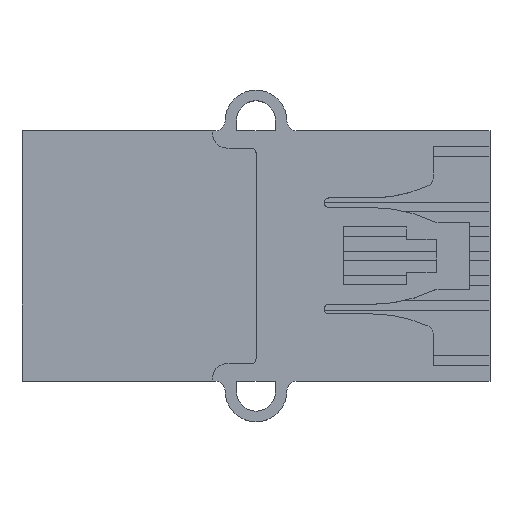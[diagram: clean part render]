
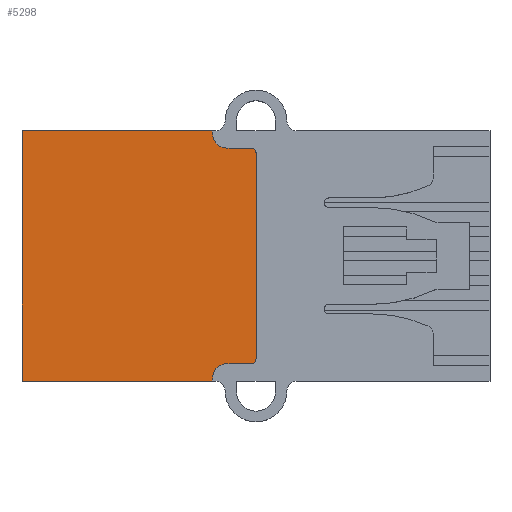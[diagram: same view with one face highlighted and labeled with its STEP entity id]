
A CAD part, top view. The second image highlights one B-rep face of the part: STEP entity #5298.
In plain terms, the highlighted planar face has unit normal (0, 0, 1).
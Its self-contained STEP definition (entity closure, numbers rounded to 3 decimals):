
#106=CIRCLE('',#5642,1.5);
#107=CIRCLE('',#5645,0.5);
#108=CIRCLE('',#5648,0.5);
#109=CIRCLE('',#5651,1.5);
#706=ORIENTED_EDGE('',*,*,#2011,.T.);
#707=ORIENTED_EDGE('',*,*,#2005,.T.);
#708=ORIENTED_EDGE('',*,*,#2137,.T.);
#709=ORIENTED_EDGE('',*,*,#2139,.F.);
#710=ORIENTED_EDGE('',*,*,#2141,.T.);
#711=ORIENTED_EDGE('',*,*,#2143,.T.);
#712=ORIENTED_EDGE('',*,*,#2145,.T.);
#713=ORIENTED_EDGE('',*,*,#2147,.T.);
#714=ORIENTED_EDGE('',*,*,#2149,.T.);
#715=ORIENTED_EDGE('',*,*,#2151,.F.);
#716=ORIENTED_EDGE('',*,*,#2152,.T.);
#717=ORIENTED_EDGE('',*,*,#2059,.T.);
#2005=EDGE_CURVE('',#2773,#2772,#3271,.T.);
#2011=EDGE_CURVE('',#2778,#2773,#3277,.T.);
#2059=EDGE_CURVE('',#2825,#2778,#3325,.T.);
#2137=EDGE_CURVE('',#2772,#2880,#3379,.T.);
#2139=EDGE_CURVE('',#2881,#2880,#106,.T.);
#2141=EDGE_CURVE('',#2881,#2882,#3382,.T.);
#2143=EDGE_CURVE('',#2882,#2883,#107,.T.);
#2145=EDGE_CURVE('',#2883,#2884,#3385,.T.);
#2147=EDGE_CURVE('',#2884,#2885,#108,.T.);
#2149=EDGE_CURVE('',#2885,#2886,#3388,.T.);
#2151=EDGE_CURVE('',#2887,#2886,#109,.T.);
#2152=EDGE_CURVE('',#2887,#2825,#3390,.T.);
#2772=VERTEX_POINT('',#7964);
#2773=VERTEX_POINT('',#7966);
#2778=VERTEX_POINT('',#7978);
#2825=VERTEX_POINT('',#8074);
#2880=VERTEX_POINT('',#8227);
#2881=VERTEX_POINT('',#8231);
#2882=VERTEX_POINT('',#8235);
#2883=VERTEX_POINT('',#8239);
#2884=VERTEX_POINT('',#8243);
#2885=VERTEX_POINT('',#8247);
#2886=VERTEX_POINT('',#8251);
#2887=VERTEX_POINT('',#8255);
#3271=LINE('',#7965,#3979);
#3277=LINE('',#7977,#3985);
#3325=LINE('',#8073,#4033);
#3379=LINE('',#8228,#4087);
#3382=LINE('',#8236,#4090);
#3385=LINE('',#8244,#4093);
#3388=LINE('',#8252,#4096);
#3390=LINE('',#8258,#4098);
#3979=VECTOR('',#6288,1000.);
#3985=VECTOR('',#6296,1000.);
#4033=VECTOR('',#6346,1000.);
#4087=VECTOR('',#6490,1000.);
#4090=VECTOR('',#6499,1000.);
#4093=VECTOR('',#6508,1000.);
#4096=VECTOR('',#6517,1000.);
#4098=VECTOR('',#6525,1000.);
#4467=EDGE_LOOP('',(#706,#707,#708,#709,#710,#711,#712,#713,#714,#715,#716,
#717));
#4773=FACE_BOUND('',#4467,.T.);
#5038=PLANE('',#5653);
#5298=ADVANCED_FACE('',(#4773),#5038,.T.);
#5642=AXIS2_PLACEMENT_3D('',#8232,#6494,#6495);
#5645=AXIS2_PLACEMENT_3D('',#8240,#6503,#6504);
#5648=AXIS2_PLACEMENT_3D('',#8248,#6512,#6513);
#5651=AXIS2_PLACEMENT_3D('',#8256,#6521,#6522);
#5653=AXIS2_PLACEMENT_3D('',#8259,#6526,#6527);
#6288=DIRECTION('',(1.,0.,0.));
#6296=DIRECTION('',(0.,-1.,0.));
#6346=DIRECTION('',(-1.,0.,0.));
#6490=DIRECTION('',(0.,1.,0.));
#6494=DIRECTION('',(0.,0.,1.));
#6495=DIRECTION('',(0.,1.,0.));
#6499=DIRECTION('',(1.,0.,0.));
#6503=DIRECTION('',(0.,0.,1.));
#6504=DIRECTION('',(0.,1.,0.));
#6508=DIRECTION('',(0.,1.,0.));
#6512=DIRECTION('',(0.,0.,1.));
#6513=DIRECTION('',(0.,1.,0.));
#6517=DIRECTION('',(-1.,0.,0.));
#6521=DIRECTION('',(0.,0.,1.));
#6522=DIRECTION('',(0.,1.,0.));
#6525=DIRECTION('',(0.,1.,0.));
#6526=DIRECTION('',(0.,0.,1.));
#6527=DIRECTION('',(1.,0.,0.));
#7964=CARTESIAN_POINT('',(19.7,4.2,8.88));
#7965=CARTESIAN_POINT('',(0.,4.2,8.88));
#7966=CARTESIAN_POINT('',(0.,4.2,8.88));
#7977=CARTESIAN_POINT('',(0.,30.1,8.88));
#7978=CARTESIAN_POINT('',(0.,30.1,8.88));
#8073=CARTESIAN_POINT('',(19.7,30.1,8.88));
#8074=CARTESIAN_POINT('',(19.7,30.1,8.88));
#8227=CARTESIAN_POINT('',(19.7,4.5,8.88));
#8228=CARTESIAN_POINT('',(19.7,4.2,8.88));
#8231=CARTESIAN_POINT('',(21.2,6.,8.88));
#8232=CARTESIAN_POINT('',(21.2,4.5,8.88));
#8235=CARTESIAN_POINT('',(23.7,6.,8.88));
#8236=CARTESIAN_POINT('',(21.2,6.,8.88));
#8239=CARTESIAN_POINT('',(24.2,6.5,8.88));
#8240=CARTESIAN_POINT('',(23.7,6.5,8.88));
#8243=CARTESIAN_POINT('',(24.2,27.8,8.88));
#8244=CARTESIAN_POINT('',(24.2,6.5,8.88));
#8247=CARTESIAN_POINT('',(23.7,28.3,8.88));
#8248=CARTESIAN_POINT('',(23.7,27.8,8.88));
#8251=CARTESIAN_POINT('',(21.2,28.3,8.88));
#8252=CARTESIAN_POINT('',(23.7,28.3,8.88));
#8255=CARTESIAN_POINT('',(19.7,29.8,8.88));
#8256=CARTESIAN_POINT('',(21.2,29.8,8.88));
#8258=CARTESIAN_POINT('',(19.7,29.8,8.88));
#8259=CARTESIAN_POINT('',(21.2,4.5,8.88));
